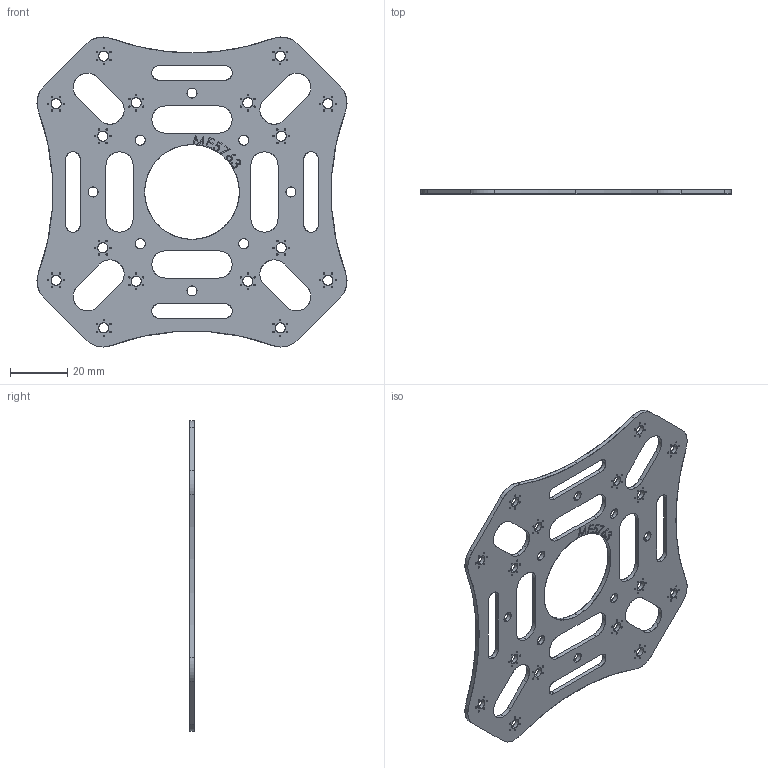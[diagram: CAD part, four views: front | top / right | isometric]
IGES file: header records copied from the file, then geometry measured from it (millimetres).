
Start section: SolidWorks IGES file using analytic representation for surfaces
Global section: file name: base_top.IGS; native system: SolidWorks 2017; preprocessor: SolidWorks 2017; author: wt6c2; date: 180826.221642; units: millimetre
Bounding box: 108.09 x 1.5 x 108.1 mm (x, y, z)
Surface area: 15723.3 mm2 (no closed solid volume)
Topology: 0 solids, 0 shells, 418 faces, 7953 edges, 7953 vertices
Faces by surface type: revolution 309, bspline 109
